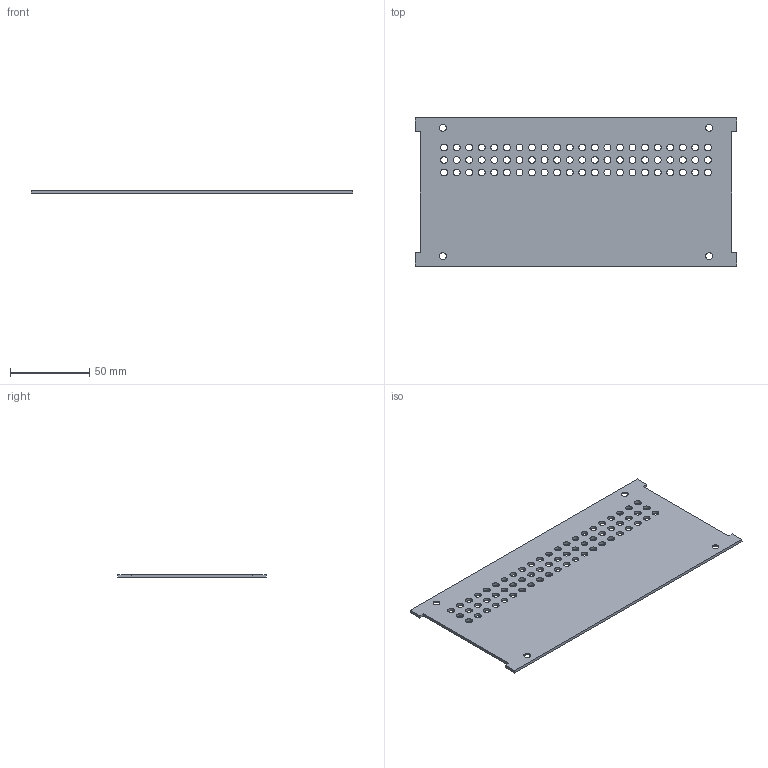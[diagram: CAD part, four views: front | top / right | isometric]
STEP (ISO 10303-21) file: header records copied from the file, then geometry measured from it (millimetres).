
FILE_DESCRIPTION (( 'STEP AP214' ), '1' );
FILE_NAME ('RM0804BKVP.STEP', '2021-09-11T15:06:13', ( '' ), ( '' ), 'SwSTEP 2.0', 'SolidWorks 2021', '' );
FILE_SCHEMA (( 'AUTOMOTIVE_DESIGN' ));
Length unit declared in the file: inch
Products named in the file (1): RM0804BKVP
Bounding box: 202.97 x 93.65 x 1.8 mm (x, y, z)
Volume: 31452.1 mm3; surface area: 37766.7 mm2
Topology: 1 solids, 1 shells, 88 faces, 258 edges, 172 vertices
Faces by surface type: cylinder 70, plane 14, cone 4
Full cylindrical faces by diameter (mm): 4.3 x4, 4.32 x66
Entity records: 2920 total; most frequent: DIRECTION 502, CARTESIAN_POINT 437, ORIENTED_EDGE 360, EDGE_LOOP 302, AXIS2_PLACEMENT_3D 233, EDGE_CURVE 180, VERTEX_POINT 168, FACE_OUTER_BOUND 158
